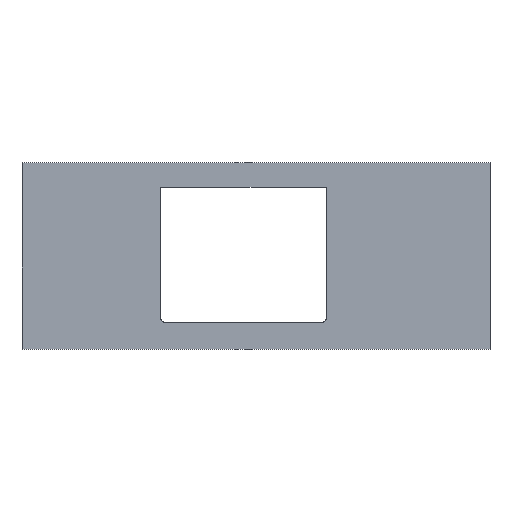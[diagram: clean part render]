
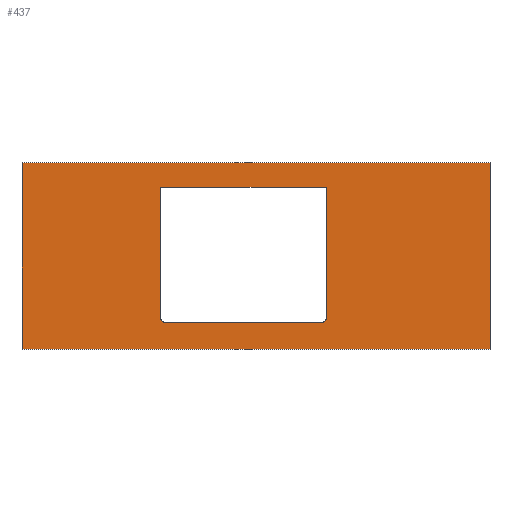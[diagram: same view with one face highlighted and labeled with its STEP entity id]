
A CAD part, top view. The second image highlights one B-rep face of the part: STEP entity #437.
In plain terms, the highlighted planar face has unit normal (0, 0, 1).
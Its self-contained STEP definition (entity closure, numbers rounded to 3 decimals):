
#42 = VERTEX_POINT('',#43);
#43 = CARTESIAN_POINT('',(141.58,-56.28,1.6));
#49 = EDGE_CURVE('',#42,#50,#52,.T.);
#50 = VERTEX_POINT('',#51);
#51 = CARTESIAN_POINT('',(-141.58,-56.28,1.6));
#52 = LINE('',#53,#54);
#53 = CARTESIAN_POINT('',(141.58,-56.28,1.6));
#54 = VECTOR('',#55,1.);
#55 = DIRECTION('',(-1.,0.,0.));
#80 = EDGE_CURVE('',#50,#81,#83,.T.);
#81 = VERTEX_POINT('',#82);
#82 = CARTESIAN_POINT('',(-141.58,56.28,1.6));
#83 = LINE('',#84,#85);
#84 = CARTESIAN_POINT('',(-141.58,-56.28,1.6));
#85 = VECTOR('',#86,1.);
#86 = DIRECTION('',(0.,1.,0.));
#111 = EDGE_CURVE('',#81,#112,#114,.T.);
#112 = VERTEX_POINT('',#113);
#113 = CARTESIAN_POINT('',(141.58,56.28,1.6));
#114 = LINE('',#115,#116);
#115 = CARTESIAN_POINT('',(-141.58,56.28,1.6));
#116 = VECTOR('',#117,1.);
#117 = DIRECTION('',(1.,0.,0.));
#142 = EDGE_CURVE('',#112,#42,#143,.T.);
#143 = LINE('',#144,#145);
#144 = CARTESIAN_POINT('',(141.58,56.28,1.6));
#145 = VECTOR('',#146,1.);
#146 = DIRECTION('',(0.,-1.,0.));
#166 = VERTEX_POINT('',#167);
#167 = CARTESIAN_POINT('',(-57.08,41.48,1.6));
#173 = EDGE_CURVE('',#166,#174,#176,.T.);
#174 = VERTEX_POINT('',#175);
#175 = CARTESIAN_POINT('',(-57.58,40.98,1.6));
#176 = CIRCLE('',#177,0.5);
#177 = AXIS2_PLACEMENT_3D('',#178,#179,#180);
#178 = CARTESIAN_POINT('',(-57.08,40.98,1.6));
#179 = DIRECTION('',(0.,0.,1.));
#180 = DIRECTION('',(0.,1.,0.));
#206 = EDGE_CURVE('',#174,#207,#209,.T.);
#207 = VERTEX_POINT('',#208);
#208 = CARTESIAN_POINT('',(-57.58,-38.02,1.6));
#209 = LINE('',#210,#211);
#210 = CARTESIAN_POINT('',(-57.58,40.98,1.6));
#211 = VECTOR('',#212,1.);
#212 = DIRECTION('',(0.,-1.,0.));
#237 = EDGE_CURVE('',#207,#238,#240,.T.);
#238 = VERTEX_POINT('',#239);
#239 = CARTESIAN_POINT('',(-55.58,-40.02,1.6));
#240 = CIRCLE('',#241,2.);
#241 = AXIS2_PLACEMENT_3D('',#242,#243,#244);
#242 = CARTESIAN_POINT('',(-55.58,-38.02,1.6));
#243 = DIRECTION('',(0.,0.,1.));
#244 = DIRECTION('',(-1.,0.,0.));
#270 = EDGE_CURVE('',#238,#271,#273,.T.);
#271 = VERTEX_POINT('',#272);
#272 = CARTESIAN_POINT('',(40.42,-40.02,1.6));
#273 = LINE('',#274,#275);
#274 = CARTESIAN_POINT('',(-55.58,-40.02,1.6));
#275 = VECTOR('',#276,1.);
#276 = DIRECTION('',(1.,0.,0.));
#301 = EDGE_CURVE('',#271,#302,#304,.T.);
#302 = VERTEX_POINT('',#303);
#303 = CARTESIAN_POINT('',(42.42,-38.02,1.6));
#304 = CIRCLE('',#305,2.);
#305 = AXIS2_PLACEMENT_3D('',#306,#307,#308);
#306 = CARTESIAN_POINT('',(40.42,-38.02,1.6));
#307 = DIRECTION('',(0.,0.,1.));
#308 = DIRECTION('',(0.,-1.,0.));
#334 = EDGE_CURVE('',#302,#335,#337,.T.);
#335 = VERTEX_POINT('',#336);
#336 = CARTESIAN_POINT('',(42.42,40.98,1.6));
#337 = LINE('',#338,#339);
#338 = CARTESIAN_POINT('',(42.42,-38.02,1.6));
#339 = VECTOR('',#340,1.);
#340 = DIRECTION('',(0.,1.,0.));
#365 = EDGE_CURVE('',#335,#366,#368,.T.);
#366 = VERTEX_POINT('',#367);
#367 = CARTESIAN_POINT('',(41.92,41.48,1.6));
#368 = CIRCLE('',#369,0.5);
#369 = AXIS2_PLACEMENT_3D('',#370,#371,#372);
#370 = CARTESIAN_POINT('',(41.92,40.98,1.6));
#371 = DIRECTION('',(0.,0.,1.));
#372 = DIRECTION('',(1.,0.,-0.));
#398 = EDGE_CURVE('',#366,#166,#399,.T.);
#399 = LINE('',#400,#401);
#400 = CARTESIAN_POINT('',(41.92,41.48,1.6));
#401 = VECTOR('',#402,1.);
#402 = DIRECTION('',(-1.,0.,0.));
#437 = ADVANCED_FACE('',(#438,#444),#454,.T.);
#438 = FACE_BOUND('',#439,.F.);
#439 = EDGE_LOOP('',(#440,#441,#442,#443));
#440 = ORIENTED_EDGE('',*,*,#49,.T.);
#441 = ORIENTED_EDGE('',*,*,#80,.T.);
#442 = ORIENTED_EDGE('',*,*,#111,.T.);
#443 = ORIENTED_EDGE('',*,*,#142,.T.);
#444 = FACE_BOUND('',#445,.F.);
#445 = EDGE_LOOP('',(#446,#447,#448,#449,#450,#451,#452,#453));
#446 = ORIENTED_EDGE('',*,*,#173,.T.);
#447 = ORIENTED_EDGE('',*,*,#206,.T.);
#448 = ORIENTED_EDGE('',*,*,#237,.T.);
#449 = ORIENTED_EDGE('',*,*,#270,.T.);
#450 = ORIENTED_EDGE('',*,*,#301,.T.);
#451 = ORIENTED_EDGE('',*,*,#334,.T.);
#452 = ORIENTED_EDGE('',*,*,#365,.T.);
#453 = ORIENTED_EDGE('',*,*,#398,.T.);
#454 = PLANE('',#455);
#455 = AXIS2_PLACEMENT_3D('',#456,#457,#458);
#456 = CARTESIAN_POINT('',(0.,0.,1.6));
#457 = DIRECTION('',(0.,0.,1.));
#458 = DIRECTION('',(1.,0.,-0.));
